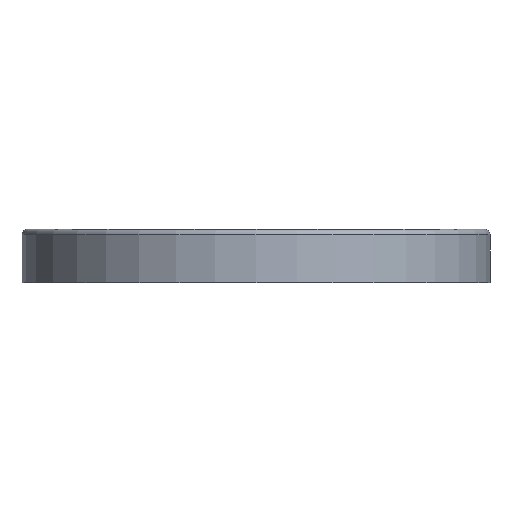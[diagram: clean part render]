
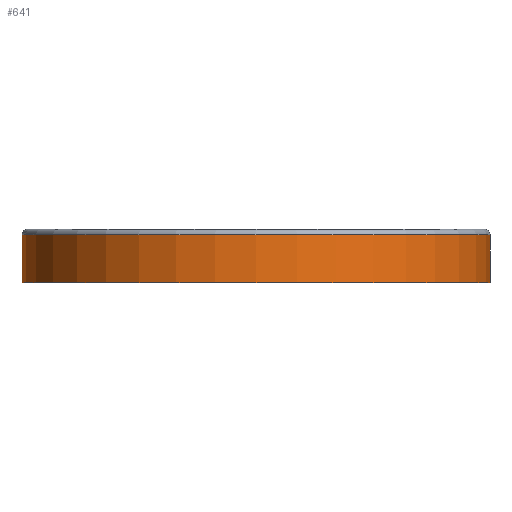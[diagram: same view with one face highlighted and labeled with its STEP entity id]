
A CAD part, front view. The second image highlights one B-rep face of the part: STEP entity #641.
In plain terms, the highlighted cylindrical face has radius 43.95 mm (diameter 87.9 mm), a partial arc.
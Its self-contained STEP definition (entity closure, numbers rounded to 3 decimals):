
#16 = DIRECTION ( 'NONE',  ( 1., 0., 0. ) ) ;
#40 = VERTEX_POINT ( 'NONE', #841 ) ;
#60 = ORIENTED_EDGE ( 'NONE', *, *, #431, .T. ) ;
#66 = EDGE_CURVE ( 'NONE', #417, #314, #546, .T. ) ;
#73 = AXIS2_PLACEMENT_3D ( 'NONE', #679, #148, #372 ) ;
#79 = AXIS2_PLACEMENT_3D ( 'NONE', #665, #819, #149 ) ;
#148 = DIRECTION ( 'NONE',  ( 0., 0., -1. ) ) ;
#149 = DIRECTION ( 'NONE',  ( 1., 0., 0. ) ) ;
#199 = DIRECTION ( 'NONE',  ( 0., 0., 1. ) ) ;
#202 = LINE ( 'NONE', #663, #936 ) ;
#211 = FACE_OUTER_BOUND ( 'NONE', #789, .T. ) ;
#248 = ORIENTED_EDGE ( 'NONE', *, *, #370, .T. ) ;
#283 = CIRCLE ( 'NONE', #73, 43.95 ) ;
#293 = ORIENTED_EDGE ( 'NONE', *, *, #845, .T. ) ;
#300 = CARTESIAN_POINT ( 'NONE',  ( 43.95, 0., 4. ) ) ;
#314 = VERTEX_POINT ( 'NONE', #894 ) ;
#342 = VECTOR ( 'NONE', #397, 1000. ) ;
#370 = EDGE_CURVE ( 'NONE', #40, #726, #202, .T. ) ;
#372 = DIRECTION ( 'NONE',  ( 1., 0., 0. ) ) ;
#397 = DIRECTION ( 'NONE',  ( 0., 0., 1. ) ) ;
#402 = ORIENTED_EDGE ( 'NONE', *, *, #66, .F. ) ;
#417 = VERTEX_POINT ( 'NONE', #592 ) ;
#431 = EDGE_CURVE ( 'NONE', #726, #314, #283, .T. ) ;
#477 = CYLINDRICAL_SURFACE ( 'NONE', #555, 43.95 ) ;
#534 = CARTESIAN_POINT ( 'NONE',  ( -43.95, 0., -5. ) ) ;
#546 = LINE ( 'NONE', #534, #342 ) ;
#555 = AXIS2_PLACEMENT_3D ( 'NONE', #849, #702, #16 ) ;
#592 = CARTESIAN_POINT ( 'NONE',  ( -43.95, 0., -5. ) ) ;
#641 = ADVANCED_FACE ( 'NONE', ( #211 ), #477, .T. ) ;
#663 = CARTESIAN_POINT ( 'NONE',  ( 43.95, 0., -5. ) ) ;
#665 = CARTESIAN_POINT ( 'NONE',  ( 0., 0., -5. ) ) ;
#679 = CARTESIAN_POINT ( 'NONE',  ( 0., 0., 4. ) ) ;
#702 = DIRECTION ( 'NONE',  ( 0., 0., 1. ) ) ;
#726 = VERTEX_POINT ( 'NONE', #300 ) ;
#789 = EDGE_LOOP ( 'NONE', ( #402, #293, #248, #60 ) ) ;
#819 = DIRECTION ( 'NONE',  ( 0., 0., 1. ) ) ;
#841 = CARTESIAN_POINT ( 'NONE',  ( 43.95, 0., -5. ) ) ;
#845 = EDGE_CURVE ( 'NONE', #417, #40, #967, .T. ) ;
#849 = CARTESIAN_POINT ( 'NONE',  ( 0., 0., -5. ) ) ;
#894 = CARTESIAN_POINT ( 'NONE',  ( -43.95, 0., 4. ) ) ;
#936 = VECTOR ( 'NONE', #199, 1000. ) ;
#967 = CIRCLE ( 'NONE', #79, 43.95 ) ;
